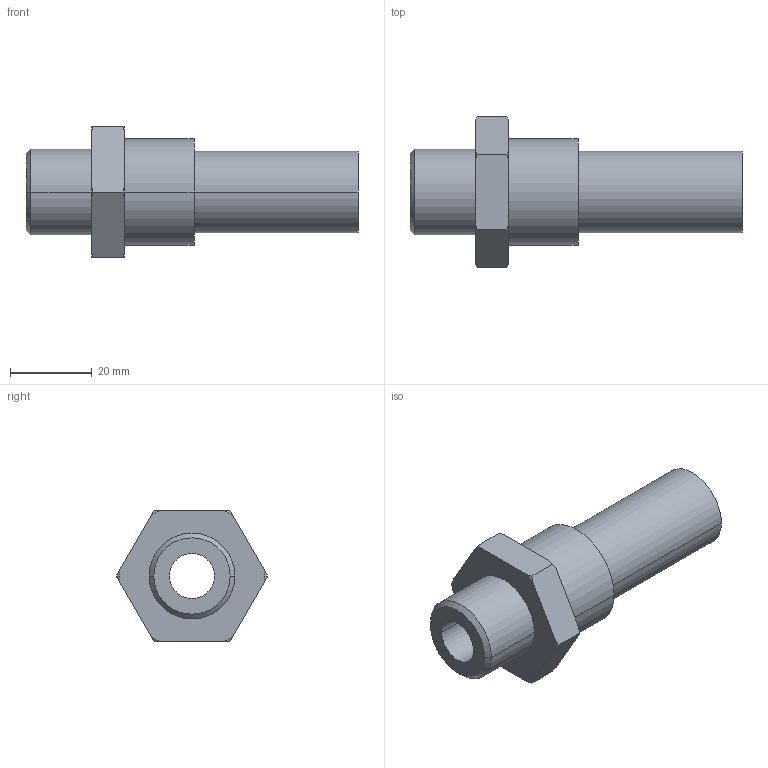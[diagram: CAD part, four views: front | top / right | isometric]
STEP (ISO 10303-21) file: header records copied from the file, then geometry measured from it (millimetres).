
FILE_DESCRIPTION( ( '' ), '1' );
FILE_NAME( 'NIFE-AS020.stp', '2015-09-10T09:32:13', ( '' ), ( '' ), ' ', ' ', ' ' );
FILE_SCHEMA( ( 'automotive_design' ) );
Length unit declared in the file: millimetre
Products named in the file (1): 1
Bounding box: 81 x 36.95 x 32 mm (x, y, z)
Volume: 24460.2 mm3; surface area: 10493.5 mm2
Topology: 1 solids, 1 shells, 40 faces, 96 edges, 62 vertices
Faces by surface type: cone 18, plane 12, cylinder 10
Entity records: 2284 total; most frequent: CARTESIAN_POINT 247, STYLED_ITEM 199, PRESENTATION_STYLE_ASSIGNMENT 199, COLOUR_RGB 199, DIRECTION 192, ORIENTED_EDGE 192, EDGE_CURVE 96, CURVE_STYLE 96
